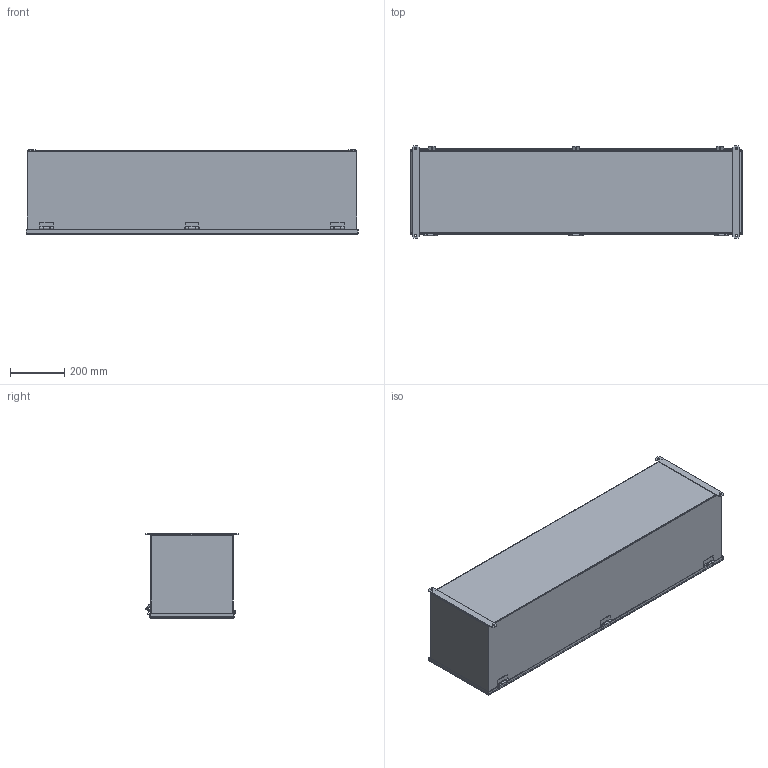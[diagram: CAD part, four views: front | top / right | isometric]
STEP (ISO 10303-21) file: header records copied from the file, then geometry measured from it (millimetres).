
FILE_DESCRIPTION (( 'STEP AP214' ), '1' );
FILE_NAME ('1486G48.STEP', '2023-06-21T16:08:55', ( '' ), ( '' ), 'SwSTEP 2.0', 'SolidWorks 2021', '' );
FILE_SCHEMA (( 'AUTOMOTIVE_DESIGN' ));
Length unit declared in the file: inch
Products named in the file (1): 1486G48
Bounding box: 1228.72 x 342.9 x 311.58 mm (x, y, z)
Volume: 3469228.9 mm3; surface area: 3675597.3 mm2
Topology: 12 solids, 12 shells, 485 faces, 1264 edges, 814 vertices
Faces by surface type: plane 327, cylinder 129, cone 15, bspline 8, torus 6
Full cylindrical faces by diameter (mm): 4.572 x3, 5.41 x3, 6.248 x3, 7.938 x4, 12.192 x3
Entity records: 22292 total; most frequent: CARTESIAN_POINT 4167, ORIENTED_EDGE 2442, DIRECTION 2315, EDGE_CURVE 1221, VECTOR 869, LINE 869, VERTEX_POINT 802, AXIS2_PLACEMENT_3D 723
